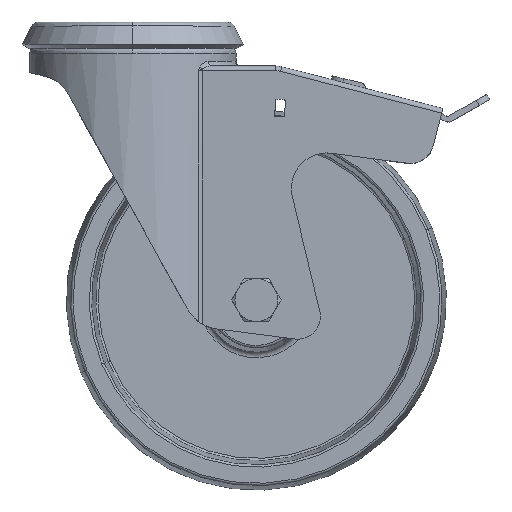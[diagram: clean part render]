
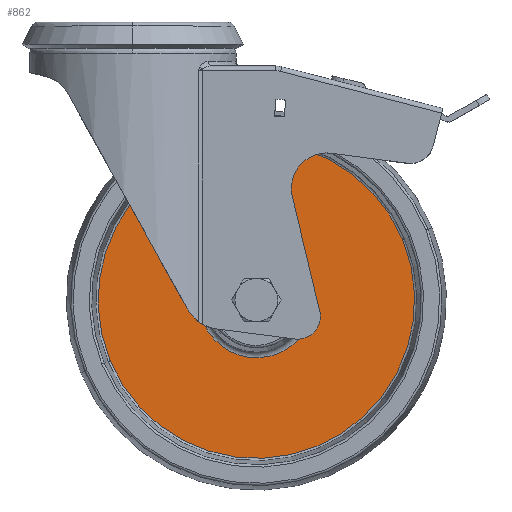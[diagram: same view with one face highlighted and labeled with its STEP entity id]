
A CAD part, top view. The second image highlights one B-rep face of the part: STEP entity #862.
In plain terms, the highlighted planar face has unit normal (0, 0, 1).
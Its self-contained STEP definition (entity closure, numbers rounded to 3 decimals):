
#240 = AXIS2_PLACEMENT_3D ( 'NONE', #23554, #15233, #5186 ) ;
#862 = ADVANCED_FACE ( 'NONE', ( #13258, #11265 ), #1284, .T. ) ;
#901 = DIRECTION ( 'NONE',  ( 0., 0., 1. ) ) ;
#1284 = PLANE ( 'NONE',  #3365 ) ;
#1325 = AXIS2_PLACEMENT_3D ( 'NONE', #20327, #12122, #8168 ) ;
#1792 = EDGE_LOOP ( 'NONE', ( #19624, #3972 ) ) ;
#3365 = AXIS2_PLACEMENT_3D ( 'NONE', #7191, #901, #21197 ) ;
#3587 = CARTESIAN_POINT ( 'NONE',  ( 74.412, -107.706, 5. ) ) ;
#3972 = ORIENTED_EDGE ( 'NONE', *, *, #12612, .T. ) ;
#4549 = VERTEX_POINT ( 'NONE', #12167 ) ;
#5104 = EDGE_LOOP ( 'NONE', ( #21670, #24072 ) ) ;
#5186 = DIRECTION ( 'NONE',  ( -0.924, -0.383, 0. ) ) ;
#5392 = CARTESIAN_POINT ( 'NONE',  ( -9.543, -142.52, 5. ) ) ;
#7191 = CARTESIAN_POINT ( 'NONE',  ( 77.856, -179.352, 5. ) ) ;
#8168 = DIRECTION ( 'NONE',  ( -0.924, -0.383, 0. ) ) ;
#9223 = EDGE_CURVE ( 'NONE', #19845, #12446, #10743, .T. ) ;
#10743 = CIRCLE ( 'NONE', #24678, 66.624 ) ;
#11265 = FACE_OUTER_BOUND ( 'NONE', #5104, .T. ) ;
#11994 = CIRCLE ( 'NONE', #240, 24.262 ) ;
#12122 = DIRECTION ( 'NONE',  ( 0., 0., 1. ) ) ;
#12167 = CARTESIAN_POINT ( 'NONE',  ( 29.588, -126.294, 5. ) ) ;
#12268 = EDGE_CURVE ( 'NONE', #4549, #13689, #11994, .T. ) ;
#12446 = VERTEX_POINT ( 'NONE', #5392 ) ;
#12612 = EDGE_CURVE ( 'NONE', #13689, #4549, #15846, .T. ) ;
#12904 = CARTESIAN_POINT ( 'NONE',  ( 113.543, -91.48, 5. ) ) ;
#13094 = CIRCLE ( 'NONE', #1325, 66.624 ) ;
#13258 = FACE_BOUND ( 'NONE', #1792, .T. ) ;
#13298 = CARTESIAN_POINT ( 'NONE',  ( 52., -117., 5. ) ) ;
#13689 = VERTEX_POINT ( 'NONE', #3587 ) ;
#13958 = DIRECTION ( 'NONE',  ( 0., 0., -1. ) ) ;
#14562 = AXIS2_PLACEMENT_3D ( 'NONE', #14760, #13958, #23749 ) ;
#14760 = CARTESIAN_POINT ( 'NONE',  ( 52., -117., 5. ) ) ;
#15233 = DIRECTION ( 'NONE',  ( 0., 0., -1. ) ) ;
#15846 = CIRCLE ( 'NONE', #14562, 24.262 ) ;
#19624 = ORIENTED_EDGE ( 'NONE', *, *, #12268, .T. ) ;
#19845 = VERTEX_POINT ( 'NONE', #12904 ) ;
#20327 = CARTESIAN_POINT ( 'NONE',  ( 52., -117., 5. ) ) ;
#21197 = DIRECTION ( 'NONE',  ( -0.924, -0.383, 0. ) ) ;
#21670 = ORIENTED_EDGE ( 'NONE', *, *, #22121, .T. ) ;
#22121 = EDGE_CURVE ( 'NONE', #12446, #19845, #13094, .T. ) ;
#23474 = DIRECTION ( 'NONE',  ( 0., 0., 1. ) ) ;
#23554 = CARTESIAN_POINT ( 'NONE',  ( 52., -117., 5. ) ) ;
#23749 = DIRECTION ( 'NONE',  ( -0.924, -0.383, 0. ) ) ;
#24072 = ORIENTED_EDGE ( 'NONE', *, *, #9223, .T. ) ;
#24678 = AXIS2_PLACEMENT_3D ( 'NONE', #13298, #23474, #25216 ) ;
#25216 = DIRECTION ( 'NONE',  ( -0.924, -0.383, 0. ) ) ;
